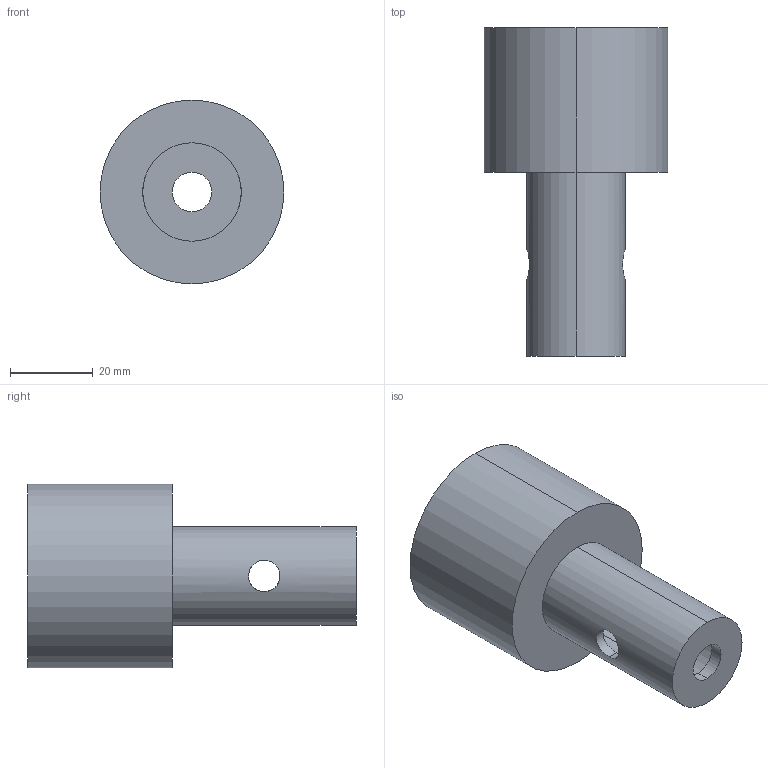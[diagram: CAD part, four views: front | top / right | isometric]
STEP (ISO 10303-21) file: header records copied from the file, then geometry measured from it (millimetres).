
FILE_DESCRIPTION (( 'STEP AP203' ), '1' );
FILE_NAME ('Thesis1_housing.STEP', '2019-01-27T15:20:53', ( '' ), ( '' ), 'SwSTEP 2.0', 'SolidWorks 2018', '' );
FILE_SCHEMA (( 'CONFIG_CONTROL_DESIGN' ));
Length unit declared in the file: inch
Products named in the file (1): Thesis1_housing
Bounding box: 44.45 x 79.38 x 44.45 mm (x, y, z)
Volume: 32596.1 mm3; surface area: 17176.3 mm2
Topology: 1 solids, 1 shells, 19 faces, 42 edges, 28 vertices
Faces by surface type: cylinder 14, plane 5
Entity records: 875 total; most frequent: CARTESIAN_POINT 354, DIRECTION 94, ORIENTED_EDGE 84, EDGE_CURVE 42, AXIS2_PLACEMENT_3D 40, VERTEX_POINT 28, EDGE_LOOP 28, CIRCLE 20
